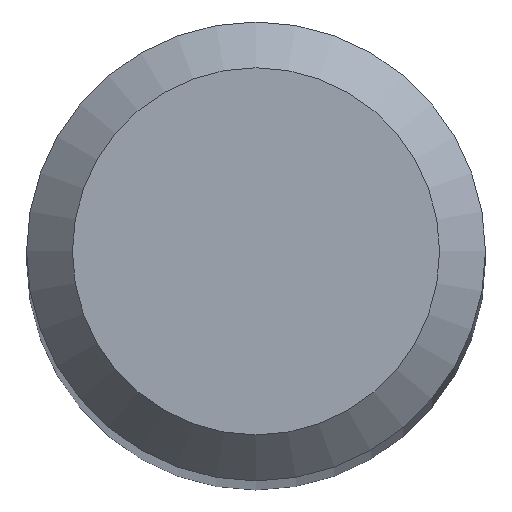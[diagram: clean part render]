
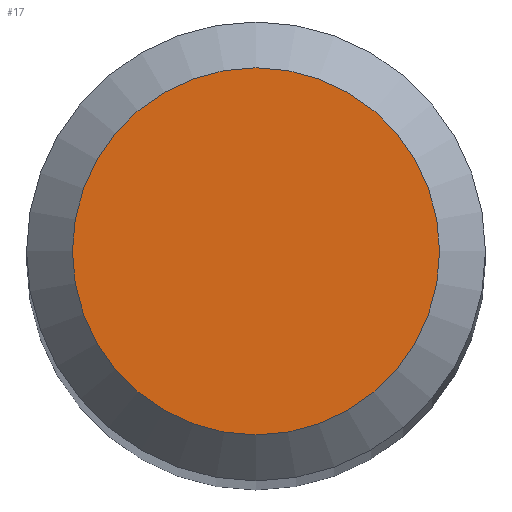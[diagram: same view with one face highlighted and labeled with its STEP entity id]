
A CAD part, top view. The second image highlights one B-rep face of the part: STEP entity #17.
In plain terms, the highlighted planar face has unit normal (0, 0, 1).
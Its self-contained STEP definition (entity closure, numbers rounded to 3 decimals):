
#4 = CIRCLE ( 'NONE', #111, 1.2 ) ;
#5 = PLANE ( 'NONE',  #116 ) ;
#7 = VERTEX_POINT ( 'NONE', #22 ) ;
#17 = ADVANCED_FACE ( 'NONE', ( #129 ), #5, .F. ) ;
#20 = EDGE_CURVE ( 'NONE', #7, #7, #4, .T. ) ;
#22 = CARTESIAN_POINT ( 'NONE',  ( 0., 1.2, 38. ) ) ;
#47 = DIRECTION ( 'NONE',  ( 0., 1., 0. ) ) ;
#52 = CARTESIAN_POINT ( 'NONE',  ( 0., 0., 38. ) ) ;
#80 = CARTESIAN_POINT ( 'NONE',  ( 0., 0., 38. ) ) ;
#97 = ORIENTED_EDGE ( 'NONE', *, *, #20, .F. ) ;
#101 = DIRECTION ( 'NONE',  ( 0., 1., 0. ) ) ;
#111 = AXIS2_PLACEMENT_3D ( 'NONE', #80, #166, #47 ) ;
#116 = AXIS2_PLACEMENT_3D ( 'NONE', #52, #118, #101 ) ;
#118 = DIRECTION ( 'NONE',  ( 0., 0., -1. ) ) ;
#129 = FACE_OUTER_BOUND ( 'NONE', #148, .T. ) ;
#148 = EDGE_LOOP ( 'NONE', ( #97 ) ) ;
#166 = DIRECTION ( 'NONE',  ( 0., 0., -1. ) ) ;
